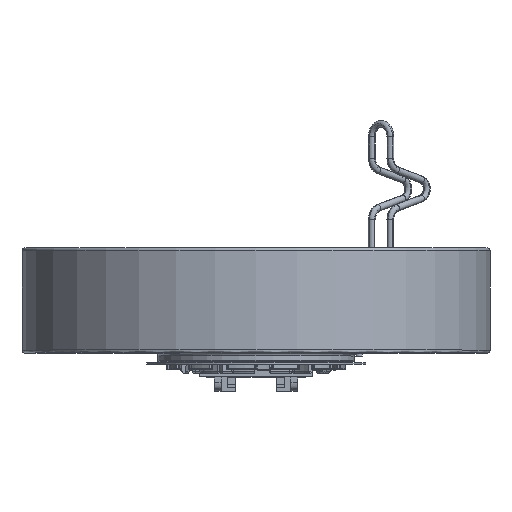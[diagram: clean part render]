
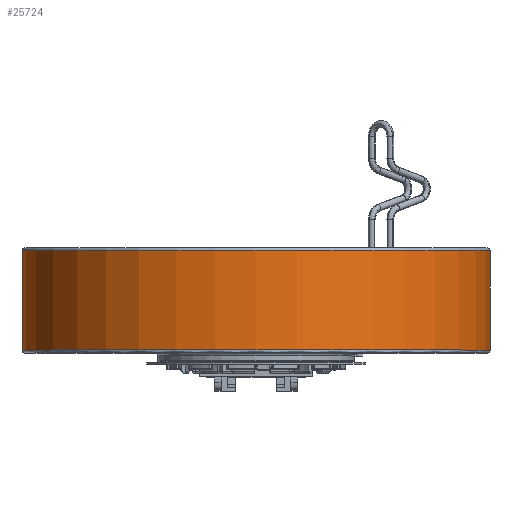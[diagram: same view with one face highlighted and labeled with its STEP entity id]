
A CAD part, top view. The second image highlights one B-rep face of the part: STEP entity #25724.
In plain terms, the highlighted cylindrical face has radius 40.64 mm (diameter 81.28 mm), a partial arc.
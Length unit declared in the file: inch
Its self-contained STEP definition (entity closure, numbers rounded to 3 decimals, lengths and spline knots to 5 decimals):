
#2425=CARTESIAN_POINT('',(0.,0.02,0.));
#2426=DIRECTION('',(0.,1.,0.));
#2427=DIRECTION('',(-1.,0.,0.));
#2428=AXIS2_PLACEMENT_3D('',#2425,#2426,#2427);
#2480=DIRECTION('',(0.,1.,0.));
#2481=VECTOR('',#2480,0.679);
#2482=CARTESIAN_POINT('',(1.6,0.02,0.));
#2483=LINE('',#2482,#2481);
#2484=DIRECTION('',(0.,-1.,0.));
#2485=VECTOR('',#2484,0.679);
#2486=CARTESIAN_POINT('',(-1.6,0.699,0.));
#2487=LINE('',#2486,#2485);
#2488=CARTESIAN_POINT('',(0.,0.699,0.));
#2489=DIRECTION('',(0.,-1.,0.));
#2490=DIRECTION('',(1.,0.,0.));
#2491=AXIS2_PLACEMENT_3D('',#2488,#2489,#2490);
#17978=CARTESIAN_POINT('',(-1.6,0.02,0.));
#17980=VERTEX_POINT('',#17978);
#17981=CARTESIAN_POINT('',(1.6,0.02,0.));
#17982=VERTEX_POINT('',#17981);
#18637=CARTESIAN_POINT('',(1.6,0.699,0.));
#18639=VERTEX_POINT('',#18637);
#18641=CARTESIAN_POINT('',(-1.6,0.699,0.));
#18643=VERTEX_POINT('',#18641);
#25712=CARTESIAN_POINT('',(0.,0.78945,0.));
#25713=DIRECTION('',(0.,-1.,0.));
#25714=DIRECTION('',(-1.,0.,0.));
#25715=AXIS2_PLACEMENT_3D('',#25712,#25713,#25714);
#25716=CYLINDRICAL_SURFACE('',#25715,1.6);
#25717=ORIENTED_EDGE('',*,*,#25701,.F.);
#25719=ORIENTED_EDGE('',*,*,#25718,.F.);
#25720=ORIENTED_EDGE('',*,*,#25697,.F.);
#25721=ORIENTED_EDGE('',*,*,#25631,.F.);
#25722=EDGE_LOOP('',(#25717,#25719,#25720,#25721));
#25723=FACE_OUTER_BOUND('',#25722,.F.);
#25724=ADVANCED_FACE('',(#25723),#25716,.T.);
#2429=CIRCLE('',#2428,1.6);
#2492=CIRCLE('',#2491,1.6);
#25631=EDGE_CURVE('',#17980,#17982,#2429,.T.);
#25697=EDGE_CURVE('',#17982,#18639,#2483,.T.);
#25701=EDGE_CURVE('',#18643,#17980,#2487,.T.);
#25718=EDGE_CURVE('',#18639,#18643,#2492,.T.);
